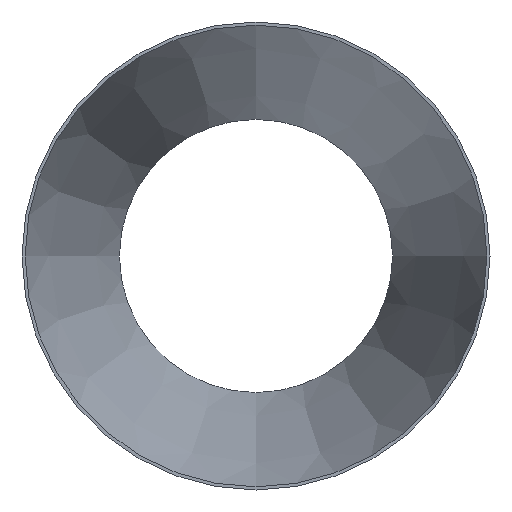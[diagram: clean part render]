
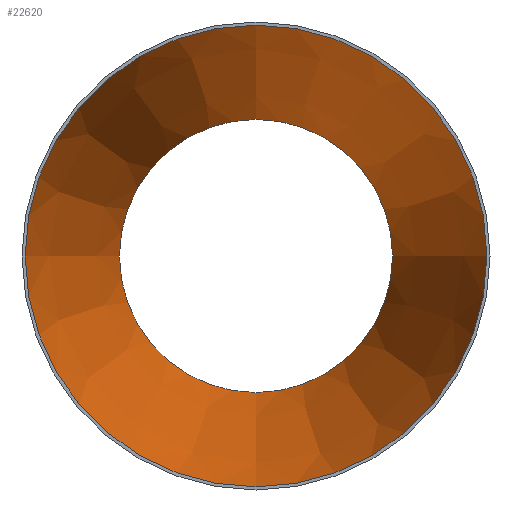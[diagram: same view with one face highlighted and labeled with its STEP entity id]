
A CAD part, front view. The second image highlights one B-rep face of the part: STEP entity #22620.
In plain terms, the highlighted conical face has half-angle 13.59 degrees and reference radius 225.514 mm.
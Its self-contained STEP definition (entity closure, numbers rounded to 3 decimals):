
#167 = DIRECTION ( 'NONE',  ( 0., 0., -1. ) ) ;
#1578 = CARTESIAN_POINT ( 'NONE',  ( 0., 0., -225.514 ) ) ;
#1682 = CARTESIAN_POINT ( 'NONE',  ( 0., 381., 0. ) ) ;
#3563 = AXIS2_PLACEMENT_3D ( 'NONE', #1682, #21703, #31870 ) ;
#5538 = EDGE_LOOP ( 'NONE', ( #18133 ) ) ;
#6051 = EDGE_CURVE ( 'NONE', #18415, #18415, #9833, .T. ) ;
#9833 = CIRCLE ( 'NONE', #3563, 133.414 ) ;
#13372 = AXIS2_PLACEMENT_3D ( 'NONE', #19393, #29116, #29430 ) ;
#15035 = DIRECTION ( 'NONE',  ( 0., -1., 0. ) ) ;
#16427 = AXIS2_PLACEMENT_3D ( 'NONE', #16847, #15035, #167 ) ;
#16847 = CARTESIAN_POINT ( 'NONE',  ( 0., 0., 0. ) ) ;
#17497 = FACE_OUTER_BOUND ( 'NONE', #20410, .T. ) ;
#18133 = ORIENTED_EDGE ( 'NONE', *, *, #6051, .F. ) ;
#18415 = VERTEX_POINT ( 'NONE', #31097 ) ;
#18441 = ORIENTED_EDGE ( 'NONE', *, *, #26299, .T. ) ;
#19393 = CARTESIAN_POINT ( 'NONE',  ( 0., 0., 0. ) ) ;
#20410 = EDGE_LOOP ( 'NONE', ( #18441 ) ) ;
#21703 = DIRECTION ( 'NONE',  ( 0., -1., 0. ) ) ;
#22323 = FACE_BOUND ( 'NONE', #5538, .T. ) ;
#22620 = ADVANCED_FACE ( 'NONE', ( #22323, #17497 ), #31128, .F. ) ;
#26299 = EDGE_CURVE ( 'NONE', #30937, #30937, #27548, .T. ) ;
#27548 = CIRCLE ( 'NONE', #13372, 225.514 ) ;
#29116 = DIRECTION ( 'NONE',  ( 0., -1., 0. ) ) ;
#29430 = DIRECTION ( 'NONE',  ( 0., 0., -1. ) ) ;
#30937 = VERTEX_POINT ( 'NONE', #1578 ) ;
#31097 = CARTESIAN_POINT ( 'NONE',  ( 0., 381., -133.414 ) ) ;
#31128 = CONICAL_SURFACE ( 'NONE', #16427, 225.514, 0.237 ) ;
#31870 = DIRECTION ( 'NONE',  ( 0., 0., -1. ) ) ;
